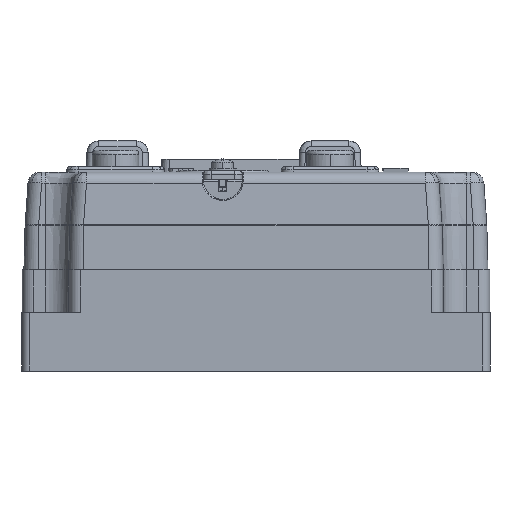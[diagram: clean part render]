
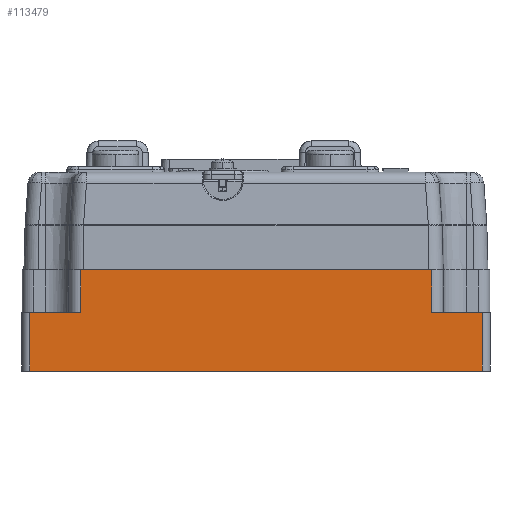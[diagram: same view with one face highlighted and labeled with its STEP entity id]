
A CAD part, left-side view. The second image highlights one B-rep face of the part: STEP entity #113479.
In plain terms, the highlighted planar face has unit normal (-1, 0, 0).
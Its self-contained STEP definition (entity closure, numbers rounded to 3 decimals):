
#6818 = PLANE ( 'NONE',  #126543 ) ;
#6819 = CARTESIAN_POINT ( 'NONE',  ( -85.016, -60.012, 0. ) ) ;
#6820 = DIRECTION ( 'NONE',  ( 1., 0., 0. ) ) ;
#6821 = DIRECTION ( 'NONE',  ( 0., 1., 0. ) ) ;
#18211 = VERTEX_POINT ( 'NONE', #120622 ) ;
#18213 = VERTEX_POINT ( 'NONE', #120623 ) ;
#18215 = VERTEX_POINT ( 'NONE', #120624 ) ;
#18217 = VERTEX_POINT ( 'NONE', #120625 ) ;
#18219 = VERTEX_POINT ( 'NONE', #120627 ) ;
#18240 = VERTEX_POINT ( 'NONE', #120641 ) ;
#18251 = VERTEX_POINT ( 'NONE', #120647 ) ;
#18252 = VERTEX_POINT ( 'NONE', #120648 ) ;
#45375 = LINE ( 'NONE', #45377, #103489 ) ;
#45377 = CARTESIAN_POINT ( 'NONE',  ( -85.017, 57.988, 0. ) ) ;
#45379 = DIRECTION ( 'NONE',  ( 0., 0., 1. ) ) ;
#45381 = LINE ( 'NONE', #45383, #103484 ) ;
#45383 = CARTESIAN_POINT ( 'NONE',  ( -85.017, 57.988, -26. ) ) ;
#45385 = DIRECTION ( 'NONE',  ( 0., -1., 0. ) ) ;
#45387 = LINE ( 'NONE', #45389, #103480 ) ;
#45389 = CARTESIAN_POINT ( 'NONE',  ( -85.016, -58.012, 0. ) ) ;
#45391 = DIRECTION ( 'NONE',  ( 0., 0., -1. ) ) ;
#47701 = LINE ( 'NONE', #47703, #110528 ) ;
#47703 = CARTESIAN_POINT ( 'NONE',  ( -85.017, 44.988, 0. ) ) ;
#47705 = DIRECTION ( 'NONE',  ( 0., 0., 1. ) ) ;
#47707 = LINE ( 'NONE', #47709, #110526 ) ;
#47709 = CARTESIAN_POINT ( 'NONE',  ( -85.017, -45.012, 0. ) ) ;
#47711 = DIRECTION ( 'NONE',  ( 0., 0., -1. ) ) ;
#47737 = LINE ( 'NONE', #47739, #110520 ) ;
#47739 = CARTESIAN_POINT ( 'NONE',  ( -85.016, -60.012, -11. ) ) ;
#47741 = DIRECTION ( 'NONE',  ( 0., -1., 0. ) ) ;
#47767 = LINE ( 'NONE', #47769, #110512 ) ;
#47769 = CARTESIAN_POINT ( 'NONE',  ( -85.016, -60.012, 0. ) ) ;
#47771 = DIRECTION ( 'NONE',  ( 0., -1., 0. ) ) ;
#47899 = LINE ( 'NONE', #47901, #110480 ) ;
#47901 = CARTESIAN_POINT ( 'NONE',  ( -85.016, -60.012, -11. ) ) ;
#47903 = DIRECTION ( 'NONE',  ( 0., -1., 0. ) ) ;
#65341 = EDGE_CURVE ( 'NONE', #18251, #18240, #45375, .T. ) ;
#65342 = EDGE_CURVE ( 'NONE', #18251, #18252, #45381, .T. ) ;
#65343 = EDGE_CURVE ( 'NONE', #18219, #18252, #45387, .T. ) ;
#78180 = ORIENTED_EDGE ( 'NONE', *, *, #79076, .F. ) ;
#78181 = ORIENTED_EDGE ( 'NONE', *, *, #79004, .F. ) ;
#78182 = ORIENTED_EDGE ( 'NONE', *, *, #79027, .F. ) ;
#78183 = ORIENTED_EDGE ( 'NONE', *, *, #79001, .F. ) ;
#78184 = ORIENTED_EDGE ( 'NONE', *, *, #65341, .F. ) ;
#78185 = ORIENTED_EDGE ( 'NONE', *, *, #65342, .T. ) ;
#78186 = ORIENTED_EDGE ( 'NONE', *, *, #79015, .F. ) ;
#78187 = ORIENTED_EDGE ( 'NONE', *, *, #65343, .F. ) ;
#79001 = EDGE_CURVE ( 'NONE', #18213, #18211, #47701, .T. ) ;
#79004 = EDGE_CURVE ( 'NONE', #18215, #18217, #47707, .T. ) ;
#79015 = EDGE_CURVE ( 'NONE', #18217, #18219, #47737, .T. ) ;
#79027 = EDGE_CURVE ( 'NONE', #18211, #18215, #47767, .T. ) ;
#79076 = EDGE_CURVE ( 'NONE', #18240, #18213, #47899, .T. ) ;
#103480 = VECTOR ( 'NONE', #45391, 1000. ) ;
#103484 = VECTOR ( 'NONE', #45385, 1000. ) ;
#103489 = VECTOR ( 'NONE', #45379, 1000. ) ;
#110480 = VECTOR ( 'NONE', #47903, 1000. ) ;
#110512 = VECTOR ( 'NONE', #47771, 1000. ) ;
#110520 = VECTOR ( 'NONE', #47741, 1000. ) ;
#110526 = VECTOR ( 'NONE', #47711, 1000. ) ;
#110528 = VECTOR ( 'NONE', #47705, 1000. ) ;
#113479 = ADVANCED_FACE ( 'NONE', ( #126535 ), #6818, .F. ) ;
#120622 = CARTESIAN_POINT ( 'NONE',  ( -85.017, 44.988, 0. ) ) ;
#120623 = CARTESIAN_POINT ( 'NONE',  ( -85.017, 44.988, -11. ) ) ;
#120624 = CARTESIAN_POINT ( 'NONE',  ( -85.017, -45.012, 0. ) ) ;
#120625 = CARTESIAN_POINT ( 'NONE',  ( -85.017, -45.012, -11. ) ) ;
#120627 = CARTESIAN_POINT ( 'NONE',  ( -85.016, -58.012, -11. ) ) ;
#120641 = CARTESIAN_POINT ( 'NONE',  ( -85.017, 57.988, -11. ) ) ;
#120647 = CARTESIAN_POINT ( 'NONE',  ( -85.017, 57.988, -26. ) ) ;
#120648 = CARTESIAN_POINT ( 'NONE',  ( -85.016, -58.012, -26. ) ) ;
#125346 = EDGE_LOOP ( 'NONE', ( #78181, #78182, #78183, #78180, #78184, #78185, #78187, #78186 ) ) ;
#126535 = FACE_OUTER_BOUND ( 'NONE', #125346, .T. ) ;
#126543 = AXIS2_PLACEMENT_3D ( 'NONE', #6819, #6820, #6821 ) ;
